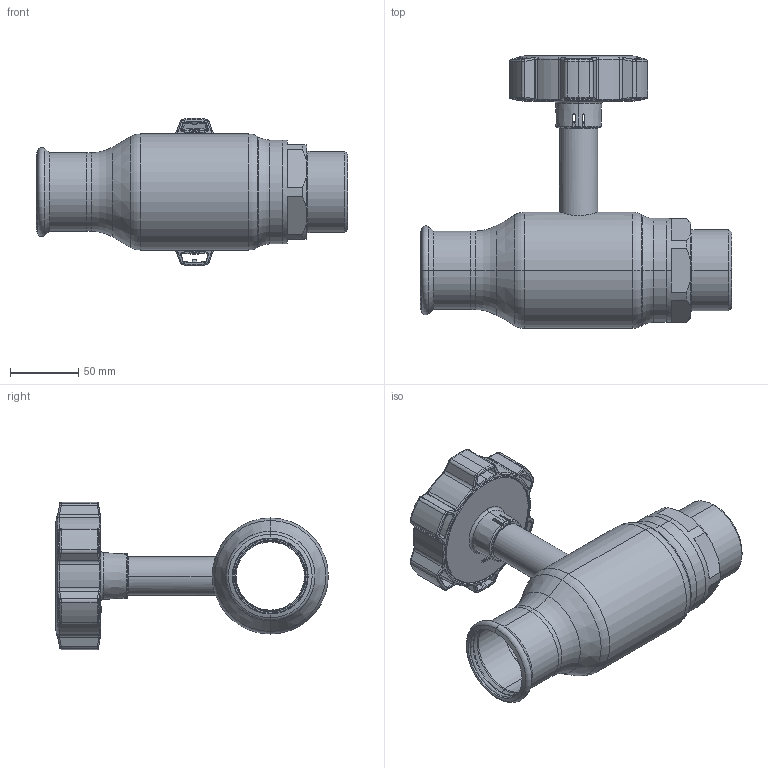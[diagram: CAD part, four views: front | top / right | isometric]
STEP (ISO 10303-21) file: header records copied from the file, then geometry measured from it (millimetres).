
FILE_DESCRIPTION (( 'STEP AP214' ), '1' );
FILE_NAME ('2050001201-0200.step', '2023-12-12T09:13:00', ( '' ), ( '' ), 'SwSTEP 2.0', 'SolidWorks 2021', '' );
FILE_SCHEMA (( 'AUTOMOTIVE_DESIGN' ));
Length unit declared in the file: millimetre
Products named in the file (1): 2050001201-0200
Bounding box: 227.8 x 199.65 x 107.98 mm (x, y, z)
Surface area: 122169.1 mm2 (no closed solid volume)
Topology: 0 solids, 12 shells, 517 faces, 1567 edges, 1029 vertices
Faces by surface type: bspline 149, cylinder 118, plane 112, torus 73, cone 59, sphere 6
Entity records: 31298 total; most frequent: CARTESIAN_POINT 13122, ORIENTED_EDGE 2711, DIRECTION 2232, EDGE_CURVE 1567, VERTEX_POINT 1029, AXIS2_PLACEMENT_3D 883, B_SPLINE_CURVE_WITH_KNOTS 564, EDGE_LOOP 547
